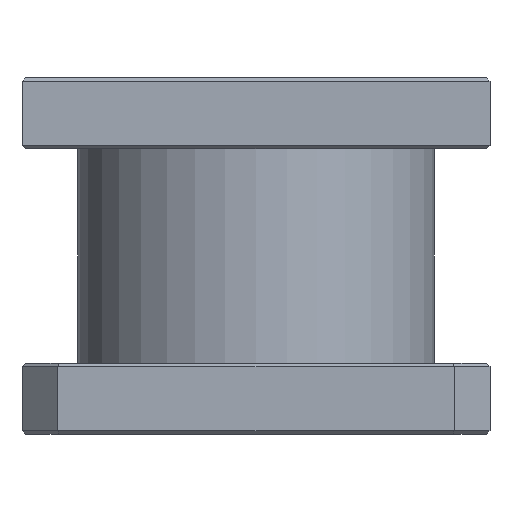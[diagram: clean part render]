
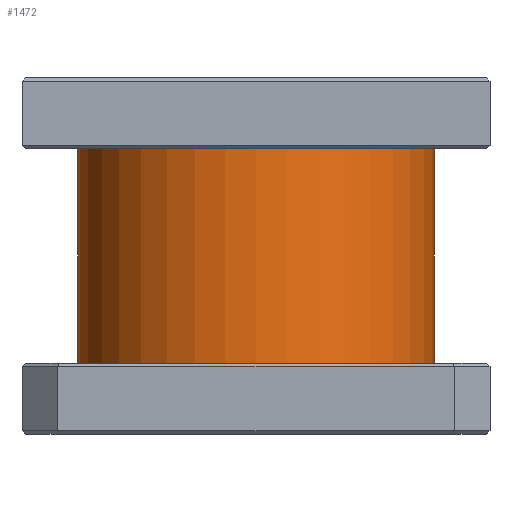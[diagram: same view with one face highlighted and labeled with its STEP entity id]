
A CAD part, front view. The second image highlights one B-rep face of the part: STEP entity #1472.
In plain terms, the highlighted cylindrical face has radius 12.7 mm (diameter 25.4 mm), a partial arc.
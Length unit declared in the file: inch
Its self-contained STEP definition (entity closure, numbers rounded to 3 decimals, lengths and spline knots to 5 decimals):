
#80 = CARTESIAN_POINT ( 'NONE',  ( 0., 0., -0.3 ) ) ;
#161 = CARTESIAN_POINT ( 'NONE',  ( 0., 0., 0.5 ) ) ;
#285 = DIRECTION ( 'NONE',  ( 0., 0., 1. ) ) ;
#549 = DIRECTION ( 'NONE',  ( 1., 0., 0. ) ) ;
#567 = VERTEX_POINT ( 'NONE', #2668 ) ;
#659 = CARTESIAN_POINT ( 'NONE',  ( 0.5, 0., 0.5 ) ) ;
#714 = AXIS2_PLACEMENT_3D ( 'NONE', #161, #1615, #2443 ) ;
#723 = EDGE_CURVE ( 'NONE', #567, #1877, #2351, .T. ) ;
#771 = VERTEX_POINT ( 'NONE', #2100 ) ;
#777 = CYLINDRICAL_SURFACE ( 'NONE', #714, 0.5 ) ;
#830 = EDGE_CURVE ( 'NONE', #1595, #567, #1758, .T. ) ;
#841 = EDGE_CURVE ( 'NONE', #1877, #771, #2661, .T. ) ;
#848 = DIRECTION ( 'NONE',  ( 0., 0., -1. ) ) ;
#1057 = LINE ( 'NONE', #1073, #1139 ) ;
#1072 = ORIENTED_EDGE ( 'NONE', *, *, #1163, .T. ) ;
#1073 = CARTESIAN_POINT ( 'NONE',  ( -0.5, 0., 0.5 ) ) ;
#1112 = DIRECTION ( 'NONE',  ( 0., 0., -1. ) ) ;
#1139 = VECTOR ( 'NONE', #848, 39.37008 ) ;
#1163 = EDGE_CURVE ( 'NONE', #1595, #771, #1057, .T. ) ;
#1218 = CARTESIAN_POINT ( 'NONE',  ( 0.5, 0., -0.3 ) ) ;
#1269 = ORIENTED_EDGE ( 'NONE', *, *, #841, .F. ) ;
#1467 = ORIENTED_EDGE ( 'NONE', *, *, #723, .F. ) ;
#1472 = ADVANCED_FACE ( 'NONE', ( #2299 ), #777, .T. ) ;
#1481 = EDGE_LOOP ( 'NONE', ( #1467, #1794, #1072, #1269 ) ) ;
#1590 = DIRECTION ( 'NONE',  ( -1., 0., 0. ) ) ;
#1595 = VERTEX_POINT ( 'NONE', #2122 ) ;
#1615 = DIRECTION ( 'NONE',  ( 0., 0., -1. ) ) ;
#1758 = CIRCLE ( 'NONE', #1848, 0.5 ) ;
#1794 = ORIENTED_EDGE ( 'NONE', *, *, #830, .F. ) ;
#1796 = DIRECTION ( 'NONE',  ( 0., 0., -1. ) ) ;
#1848 = AXIS2_PLACEMENT_3D ( 'NONE', #2003, #285, #549 ) ;
#1877 = VERTEX_POINT ( 'NONE', #1218 ) ;
#2003 = CARTESIAN_POINT ( 'NONE',  ( 0., 0., 0.3 ) ) ;
#2100 = CARTESIAN_POINT ( 'NONE',  ( -0.5, 0., -0.3 ) ) ;
#2122 = CARTESIAN_POINT ( 'NONE',  ( -0.5, 0., 0.3 ) ) ;
#2194 = AXIS2_PLACEMENT_3D ( 'NONE', #80, #1796, #1590 ) ;
#2299 = FACE_OUTER_BOUND ( 'NONE', #1481, .T. ) ;
#2351 = LINE ( 'NONE', #659, #2456 ) ;
#2443 = DIRECTION ( 'NONE',  ( -1., 0., 0. ) ) ;
#2456 = VECTOR ( 'NONE', #1112, 39.37008 ) ;
#2661 = CIRCLE ( 'NONE', #2194, 0.5 ) ;
#2668 = CARTESIAN_POINT ( 'NONE',  ( 0.5, 0., 0.3 ) ) ;
